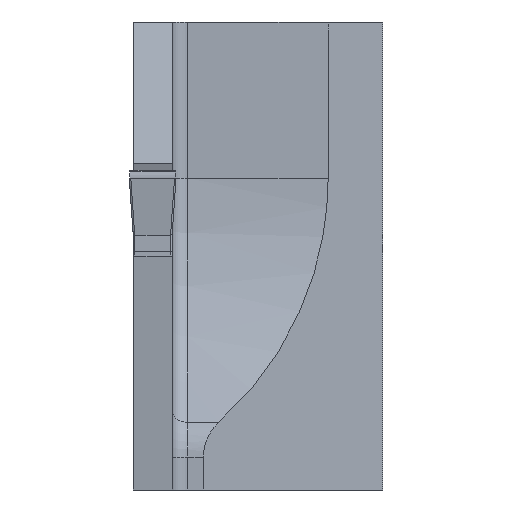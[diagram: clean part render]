
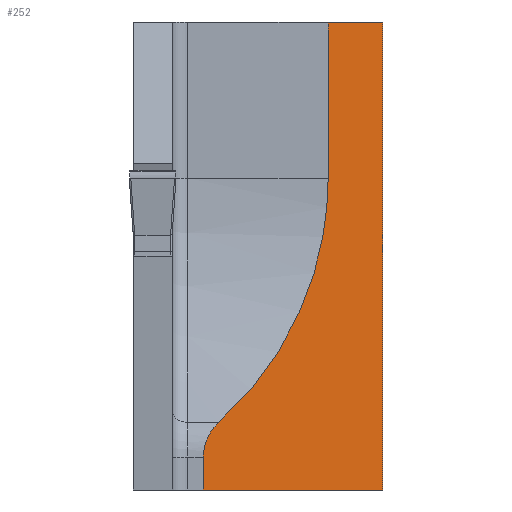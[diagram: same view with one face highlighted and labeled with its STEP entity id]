
A CAD part, left-side view. The second image highlights one B-rep face of the part: STEP entity #252.
In plain terms, the highlighted planar face has unit normal (-0.707, -0.707, 0).
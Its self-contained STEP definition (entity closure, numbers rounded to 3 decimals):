
#217=ELLIPSE('',#1082,4.243,3.);
#219=ELLIPSE('',#1104,29.698,21.);
#252=ADVANCED_FACE('',(#334),#293,.F.);
#293=PLANE('',#1114);
#334=FACE_OUTER_BOUND('',#382,.T.);
#382=EDGE_LOOP('',(#544,#545,#546,#547,#548,#549,#550));
#544=ORIENTED_EDGE('',*,*,#824,.F.);
#545=ORIENTED_EDGE('',*,*,#781,.F.);
#546=ORIENTED_EDGE('',*,*,#778,.F.);
#547=ORIENTED_EDGE('',*,*,#796,.F.);
#548=ORIENTED_EDGE('',*,*,#791,.F.);
#549=ORIENTED_EDGE('',*,*,#811,.F.);
#550=ORIENTED_EDGE('',*,*,#821,.F.);
#692=VERTEX_POINT('',#1436);
#695=VERTEX_POINT('',#1441);
#696=VERTEX_POINT('',#1445);
#699=VERTEX_POINT('',#1452);
#707=VERTEX_POINT('',#1468);
#715=VERTEX_POINT('',#1505);
#722=VERTEX_POINT('',#1527);
#778=EDGE_CURVE('',#695,#692,#904,.T.);
#781=EDGE_CURVE('',#692,#696,#217,.T.);
#791=EDGE_CURVE('',#707,#699,#914,.T.);
#796=EDGE_CURVE('',#699,#695,#918,.T.);
#811=EDGE_CURVE('',#715,#707,#931,.T.);
#821=EDGE_CURVE('',#722,#715,#939,.T.);
#824=EDGE_CURVE('',#696,#722,#219,.T.);
#904=LINE('',#1442,#999);
#914=LINE('',#1469,#1009);
#918=LINE('',#1477,#1013);
#931=LINE('',#1506,#1026);
#939=LINE('',#1526,#1034);
#999=VECTOR('',#1177,1.);
#1009=VECTOR('',#1197,1.);
#1013=VECTOR('',#1205,1.);
#1026=VECTOR('',#1238,1.);
#1034=VECTOR('',#1258,1.);
#1082=AXIS2_PLACEMENT_3D('',#1448,#1183,#1184);
#1104=AXIS2_PLACEMENT_3D('',#1532,#1263,#1264);
#1114=AXIS2_PLACEMENT_3D('',#1542,#1283,#1284);
#1177=DIRECTION('',(0.,0.,1.));
#1183=DIRECTION('',(0.707,0.707,0.));
#1184=DIRECTION('',(-0.707,0.707,0.));
#1197=DIRECTION('',(0.,0.,-1.));
#1205=DIRECTION('',(-0.707,0.707,0.));
#1238=DIRECTION('',(0.707,-0.707,0.));
#1258=DIRECTION('',(0.,0.,1.));
#1263=DIRECTION('',(-0.707,-0.707,0.));
#1264=DIRECTION('',(-0.707,0.707,0.));
#1283=DIRECTION('',(0.707,0.707,0.));
#1284=DIRECTION('',(0.707,-0.707,0.));
#1436=CARTESIAN_POINT('',(8.,11.5,-17.889));
#1441=CARTESIAN_POINT('',(8.,11.5,-20.));
#1442=CARTESIAN_POINT('',(8.,11.5,30.));
#1445=CARTESIAN_POINT('',(9.,10.5,-15.652));
#1448=CARTESIAN_POINT('',(11.,8.5,-17.889));
#1452=CARTESIAN_POINT('',(19.5,0.,-20.));
#1468=CARTESIAN_POINT('',(19.5,0.,10.));
#1469=CARTESIAN_POINT('',(19.5,0.,30.));
#1477=CARTESIAN_POINT('',(19.5,0.,-20.));
#1505=CARTESIAN_POINT('',(16.,3.5,10.));
#1506=CARTESIAN_POINT('',(19.5,0.,10.));
#1526=CARTESIAN_POINT('',(16.,3.5,30.));
#1527=CARTESIAN_POINT('',(16.,3.5,0.));
#1532=CARTESIAN_POINT('',(-5.,24.5,0.));
#1542=CARTESIAN_POINT('',(19.5,0.,30.));
